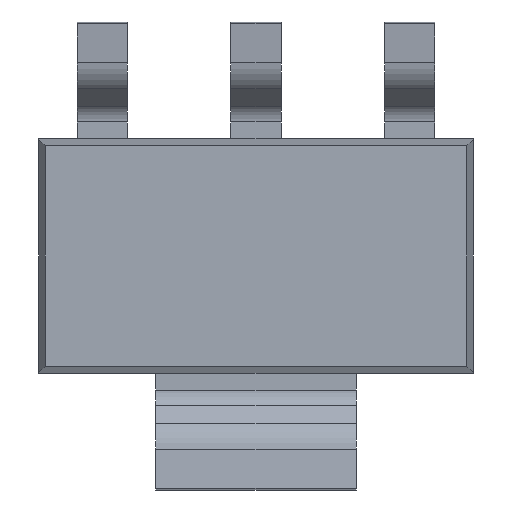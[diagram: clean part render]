
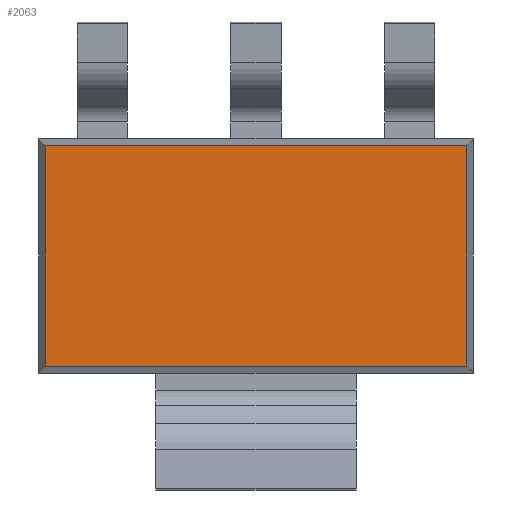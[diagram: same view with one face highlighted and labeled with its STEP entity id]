
A CAD part, front view. The second image highlights one B-rep face of the part: STEP entity #2063.
In plain terms, the highlighted planar face has unit normal (0, -1, 0).
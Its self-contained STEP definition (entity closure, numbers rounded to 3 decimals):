
#134 = AXIS2_PLACEMENT_3D ( 'NONE', #784, #872, #1743 ) ;
#157 = CARTESIAN_POINT ( 'NONE',  ( -3.151, 0.1, 1.651 ) ) ;
#290 = CARTESIAN_POINT ( 'NONE',  ( 3.25, 0.1, 1.651 ) ) ;
#298 = LINE ( 'NONE', #290, #1116 ) ;
#640 = PLANE ( 'NONE',  #134 ) ;
#742 = CARTESIAN_POINT ( 'NONE',  ( -3.151, 0.1, -1.651 ) ) ;
#748 = VECTOR ( 'NONE', #1989, 1000. ) ;
#756 = CARTESIAN_POINT ( 'NONE',  ( 3.151, 0.1, -1.75 ) ) ;
#765 = ORIENTED_EDGE ( 'NONE', *, *, #2092, .F. ) ;
#784 = CARTESIAN_POINT ( 'NONE',  ( 3.25, 0.1, 1.651 ) ) ;
#872 = DIRECTION ( 'NONE',  ( 0., 1., 0. ) ) ;
#896 = ORIENTED_EDGE ( 'NONE', *, *, #1261, .T. ) ;
#1028 = CARTESIAN_POINT ( 'NONE',  ( 3.151, 0.1, 1.651 ) ) ;
#1065 = EDGE_LOOP ( 'NONE', ( #765, #1883, #1632, #896 ) ) ;
#1116 = VECTOR ( 'NONE', #1665, 1000. ) ;
#1136 = CARTESIAN_POINT ( 'NONE',  ( -3.151, 0.1, -1.75 ) ) ;
#1261 = EDGE_CURVE ( 'NONE', #1339, #2187, #298, .T. ) ;
#1275 = LINE ( 'NONE', #1136, #1570 ) ;
#1339 = VERTEX_POINT ( 'NONE', #1028 ) ;
#1385 = FACE_OUTER_BOUND ( 'NONE', #1065, .T. ) ;
#1444 = CARTESIAN_POINT ( 'NONE',  ( 3.25, 0.1, -1.651 ) ) ;
#1477 = DIRECTION ( 'NONE',  ( 0., 0., 1. ) ) ;
#1570 = VECTOR ( 'NONE', #1477, 1000. ) ;
#1632 = ORIENTED_EDGE ( 'NONE', *, *, #1888, .T. ) ;
#1665 = DIRECTION ( 'NONE',  ( -1., 0., 0. ) ) ;
#1743 = DIRECTION ( 'NONE',  ( 0., 0., 1. ) ) ;
#1755 = VERTEX_POINT ( 'NONE', #742 ) ;
#1822 = LINE ( 'NONE', #1444, #748 ) ;
#1883 = ORIENTED_EDGE ( 'NONE', *, *, #2124, .F. ) ;
#1888 = EDGE_CURVE ( 'NONE', #1967, #1339, #2045, .T. ) ;
#1913 = VECTOR ( 'NONE', #1953, 1000. ) ;
#1953 = DIRECTION ( 'NONE',  ( 0., 0., 1. ) ) ;
#1967 = VERTEX_POINT ( 'NONE', #2042 ) ;
#1989 = DIRECTION ( 'NONE',  ( -1., 0., 0. ) ) ;
#2042 = CARTESIAN_POINT ( 'NONE',  ( 3.151, 0.1, -1.651 ) ) ;
#2045 = LINE ( 'NONE', #756, #1913 ) ;
#2063 = ADVANCED_FACE ( 'NONE', ( #1385 ), #640, .F. ) ;
#2092 = EDGE_CURVE ( 'NONE', #1755, #2187, #1275, .T. ) ;
#2124 = EDGE_CURVE ( 'NONE', #1967, #1755, #1822, .T. ) ;
#2187 = VERTEX_POINT ( 'NONE', #157 ) ;
